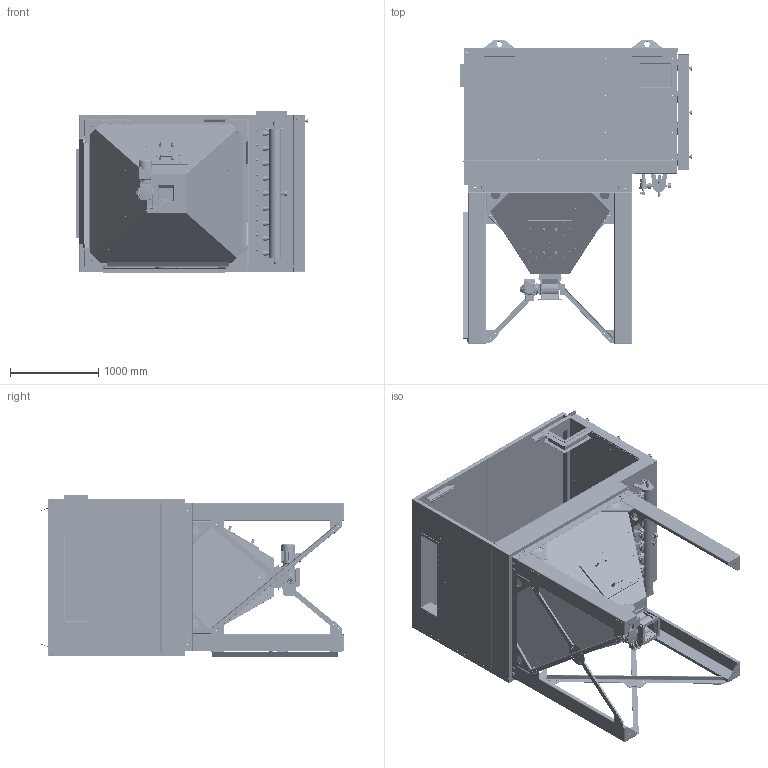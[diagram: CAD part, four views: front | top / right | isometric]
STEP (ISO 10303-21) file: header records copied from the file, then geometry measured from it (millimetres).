
FILE_DESCRIPTION (( 'STEP AP203' ), '1' );
FILE_NAME ('CJBI03.STEP', '2023-11-23T11:11:37', ( '' ), ( '' ), 'SwSTEP 2.0', 'SolidWorks 2022', '' );
FILE_SCHEMA (( 'CONFIG_CONTROL_DESIGN' ));
Length unit declared in the file: millimetre
Products named in the file (114): FK-D006-14 - COVER HEAT CORNER 1_Výchozí; KOLENO 3-4 F-M_Výchozí; RU-S052-01 - EYE_Výchozí; FK-M012-13 - ASSY REGENERATION 9V-170 G5_TLAKOVKA DOLE; RP-S067-04 - COVER_Výchozí; BMA-12 - KOHOUT KULOVÝ G1-2_Výchozí; FK-D006-24 - COVER HEAT TOP 4_Výchozí; KULOVÝ VENTIL G3-4_Výchozí; K0148_210; RG-S183-01 - PIPE_Výchozí; FK-D006-19 - COVER HEAT CORNER 1_Výchozí; KO-D001-59 - INSPECT COVER_Výchozí; FK-D006-69 - COVER HEAT KONUS 2_Výchozí; RP-M004-01 - LOGO COVER_Výchozí; RU-M005-05 - ASSY LIFTING FK-18_Výchozí; RP-S161-02 - STRIP_Výchozí; FS-D011-96 - WIND PLATE_Výchozí; RG-S135-03 - BRACKET_Výchozí; FK-D005-66 - COVER HEAT CORNER 2_Výchozí; FK-D006-28 - COVER FRAME 1_Výchozí; RP-S067-01 FLANGE_Výchozí; FS-S699-02 - FLANGE II_Výchozí; FITTING INNER THREAD G3 4'''' S235_Výchozí; FS-D011-94 - MID WIND PLATE_Výchozí; FK-D006-16 - COVER HEAT SIDE 2_Výchozí; FK-D006-18 - COVER HEAT CORNER 1_Výchozí; RP-D001-43 UFC 207 COVER_Výchozí; KO-S172-00 - WLDM TRAY FK 18-15_Výchozí; RG-S183-00 - WLDM PRESSURE VESSEL 9V-170 G5_Výchozí; FK-D006-27 - COVER HEAT IN_Výchozí; RP-S067-07 - PLATE_Výchozí; FK-D006-74 - PROFILE_Výchozí<Jako obrobený>; FS-S689-00 - FLANGE OUT 350x270_Výchozí; RP-S162-02 FRONT_Výchozí; RP-S067-05 - COVER_Výchozí; FS-S689-02 - FLANGE U_Výchozí; FS-S699-00 - WLDM FLANGE INPUT FK 18-1 1000x250_Výchozí; RP-S067-03 - COLLAR_Výchozí; FK-D003-29 - STRIP LEG_Výchozí; FK-D006-62 - COVER HEAT TOP 3_Výchozí ...
Assembly tree (196 placements, depth 7):
  CJBI03
    FK-18-14-15-H - ASSY FILTER-IS 23-11_Výchozí
      FK-M006-09 - ASSY FRAME BOX 18-15-K
        FK-S176-00 - WLDM FRAME 18-15-K_Výchozí
          FK-S173-07 - BRACKET LEG_Výchozí
          KO-S172-00 - WLDM TRAY FK 18-15_Výchozí
            PH-S371-00 - WLDM FLANGE 200x200 S L40x60_Výchozí
              PH-S371-01 - FLANGE I_Výchozí  x2
              PH-S371-02 - FLANGE II_Výchozí  x2
        FS-D012-03 - LEG_Výchozí  x4
        FK-D003-29 - STRIP LEG_Výchozí  x8
        KO-M003-16 - ASSY INSPECT COVER 400x400 i100 G3_Výchozí
          KO-D001-59 - INSPECT COVER_Výchozí
          RU-D001-93 - PLACKA LOGO XM_Výchozí
          FS-N000-13 - HANDLE_Výchozí  x2
        FK-D006-68 - COVER HEAT KONUS 1_Výchozí  x2
        FK-D006-70 - COVER HEAT CORNER_Výchozí  x2
        FK-D006-73 - COVER HEAT U1_Výchozí  x2
        FK-D006-69 - COVER HEAT KONUS 2_Výchozí
        FK-D006-71 - COVER HEAT CORNER MIRR_Výchozí  x2
        FK-D006-72 - COVER HEAT KONUS 3_Výchozí
        FS-D011-96 - WIND PLATE_Výchozí  x8
        FK-D006-74 - PROFILE_Výchozí<Jako obrobený>  x2
        FS-D011-94 - MID WIND PLATE_Výchozí  x2
        FK-D006-75 - PROFILE_Výchozí<Jako obrobený>  x2
      FK-M000-98 - ASSY FILTER BOX 18-14-15_Výchozí
        FK-M012-13 - ASSY REGENERATION 9V-170 G5_TLAKOVKA DOLE
          RG-S183-00 - WLDM PRESSURE VESSEL 9V-170 G5_Výchozí
            RG-S183-01 - PIPE_Výchozí
            RG-S100-02 - TUBE VALVE 33,7_Výchozí  x9
            RG-S135-03 - BRACKET_Výchozí  x2
            FITTING INNER THREAD G3 4'''' S235_Výchozí  x2
            FITTING INNER THREAD G1 2'''' S235_Výchozí  x3
          AE1825R - VALVE BLOW NUT_Výchozí  x9
          FL-D001-15 -TUBE IN_Výchozí  x9
          User Library-manometrM63-3 igs
          BMA-12 - KOHOUT KULOVÝ G1-2_Výchozí
          ZÁSLEPKA G1-2 - MOSAZ_Výchozí
          POJISTNÝ VENTIL G3-4 - MOSAZ_Výchozí
          KULOVÝ VENTIL G3-4_Výchozí
          KOLENO 3-4 F-M_Výchozí
        FS-S699-00 - WLDM FLANGE INPUT FK 18-1 1000x250_Výchozí
          FS-S699-01 - FLANGE I_Výchozí  x2
          FS-S699-02 - FLANGE II_Výchozí  x2
        FS-M007-79 - ASSY FRONT DOOR FK 18-3-IS G7
          FS-S695-00 - WLDM DOOR FK 18-3-IS
            FS-S695-03 - DOOR
            FS-N000-12 - HING HOLE 140x18_Výchozí  x4
          FS-S696-00 - WLDM FRAME DOOR FK 18-3-IS_Výchozí
            FS-N000-12 - HING PIN 140x18_Výchozí  x4
          MATICE HVĚZDA M10 - MHVPP  x3
            K0148_210
          FS-D011-97 - COVER HEAT DOOR FK 18-3_Výchozí
        FS-S689-00 - FLANGE OUT 350x270_Výchozí
          FS-S689-01 - FLANGE U_Výchozí  x2
          FS-S689-02 - FLANGE U_Výchozí  x2
      FK-D006-61 - COVER HEAT TOP 1_Výchozí
      FK-D006-14 - COVER HEAT CORNER 1_Výchozí
      FK-D005-58 - COVER HEAT CORNER 2_Výchozí
      FK-D006-62 - COVER HEAT TOP 3_Výchozí
Bounding box: 2637.47 x 3457.68 x 1842 mm (x, y, z)
Volume: 74588766.9 mm3; surface area: 68427846.3 mm2
Topology: 186 solids, 257 shells, 9450 faces, 24710 edges, 15807 vertices
Faces by surface type: plane 4985, cylinder 3681, cone 367, bspline 324, torus 86, sphere 7
Entity records: 223602 total; most frequent: CARTESIAN_POINT 48934, ORIENTED_EDGE 33304, DIRECTION 32873, EDGE_CURVE 16652, AXIS2_PLACEMENT_3D 11284, VERTEX_POINT 10671, LINE 10305, VECTOR 10305
